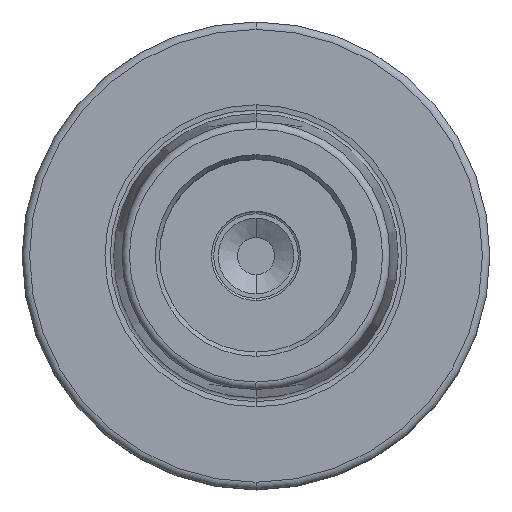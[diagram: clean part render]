
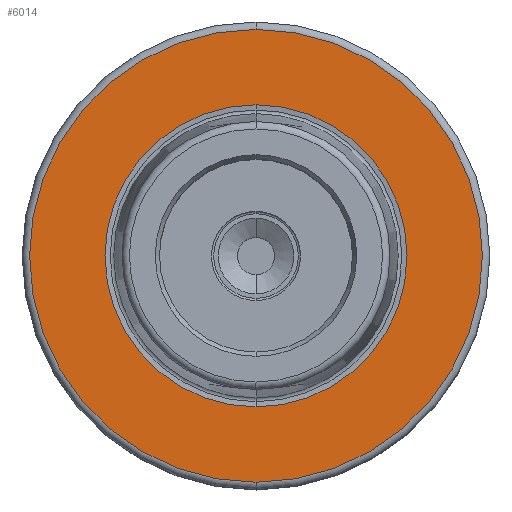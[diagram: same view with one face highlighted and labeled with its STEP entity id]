
A CAD part, top view. The second image highlights one B-rep face of the part: STEP entity #6014.
In plain terms, the highlighted planar face has unit normal (0, 0, 1).
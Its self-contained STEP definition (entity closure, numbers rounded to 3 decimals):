
#2024=CARTESIAN_POINT('',(0,0,26));
#2025=DIRECTION('',(0,0,1));
#2026=DIRECTION('',(0,1,0));
#2027=AXIS2_PLACEMENT_3D('',#2024,#2025,#2026);
#2029=CARTESIAN_POINT('',(0,0,26));
#2030=DIRECTION('',(0,0,1));
#2031=DIRECTION('',(0,-1,0));
#2032=AXIS2_PLACEMENT_3D('',#2029,#2030,#2031);
#2042=CARTESIAN_POINT('',(0,0,26));
#2043=DIRECTION('',(0,0,1));
#2044=DIRECTION('',(0,1,0));
#2045=AXIS2_PLACEMENT_3D('',#2042,#2043,#2044);
#2047=CARTESIAN_POINT('',(0,0,26));
#2048=DIRECTION('',(0,0,-1));
#2049=DIRECTION('',(0,1,0));
#2050=AXIS2_PLACEMENT_3D('',#2047,#2048,#2049);
#2799=CARTESIAN_POINT('',(0,20.344,26));
#2801=VERTEX_POINT('',#2799);
#2829=CARTESIAN_POINT('',(0,-20.344,26));
#2831=VERTEX_POINT('',#2829);
#2875=CARTESIAN_POINT('',(0,30.5,26));
#2876=CARTESIAN_POINT('',(0,-30.5,26));
#2877=VERTEX_POINT('',#2875);
#2878=VERTEX_POINT('',#2876);
#5998=CARTESIAN_POINT('',(0,0,26));
#5999=DIRECTION('',(0,0,-1));
#6000=DIRECTION('',(0,-1,0));
#6001=AXIS2_PLACEMENT_3D('',#5998,#5999,#6000);
#6002=PLANE('',#6001);
#6004=ORIENTED_EDGE('',*,*,#6003,.F.);
#6005=ORIENTED_EDGE('',*,*,#5988,.F.);
#6006=EDGE_LOOP('',(#6004,#6005));
#6007=FACE_OUTER_BOUND('',#6006,.F.);
#6009=ORIENTED_EDGE('',*,*,#6008,.T.);
#6011=ORIENTED_EDGE('',*,*,#6010,.F.);
#6012=EDGE_LOOP('',(#6009,#6011));
#6013=FACE_BOUND('',#6012,.F.);
#6014=ADVANCED_FACE('',(#6007,#6013),#6002,.F.);
#2028=CIRCLE('',#2027,30.5);
#2033=CIRCLE('',#2032,30.5);
#2046=CIRCLE('',#2045,20.344);
#2051=CIRCLE('',#2050,20.344);
#5988=EDGE_CURVE('',#2878,#2877,#2033,.T.);
#6003=EDGE_CURVE('',#2877,#2878,#2028,.T.);
#6008=EDGE_CURVE('',#2801,#2831,#2046,.T.);
#6010=EDGE_CURVE('',#2801,#2831,#2051,.T.);
